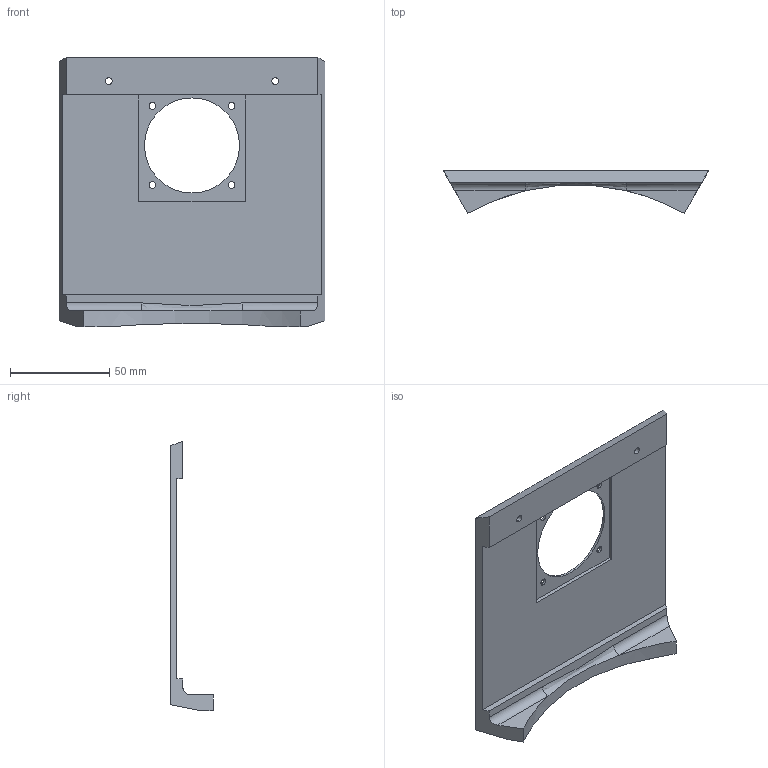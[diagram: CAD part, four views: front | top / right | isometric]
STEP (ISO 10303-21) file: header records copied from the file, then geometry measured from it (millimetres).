
FILE_DESCRIPTION (( 'STEP AP214' ), '1' );
FILE_NAME ('caseFan.STEP', '2025-04-15T06:13:10', ( '' ), ( '' ), 'SwSTEP 2.0', 'SolidWorks 2025', '' );
FILE_SCHEMA (( 'AUTOMOTIVE_DESIGN' ));
Length unit declared in the file: millimetre
Products named in the file (1): caseFan
Bounding box: 133.93 x 21.48 x 136 mm (x, y, z)
Volume: 62674.3 mm3; surface area: 37193.5 mm2
Topology: 1 solids, 1 shells, 42 faces, 112 edges, 74 vertices
Faces by surface type: cylinder 21, plane 20, bspline 1
Entity records: 1450 total; most frequent: CARTESIAN_POINT 320, DIRECTION 235, ORIENTED_EDGE 224, EDGE_CURVE 112, AXIS2_PLACEMENT_3D 85, VERTEX_POINT 74, VECTOR 65, LINE 65
